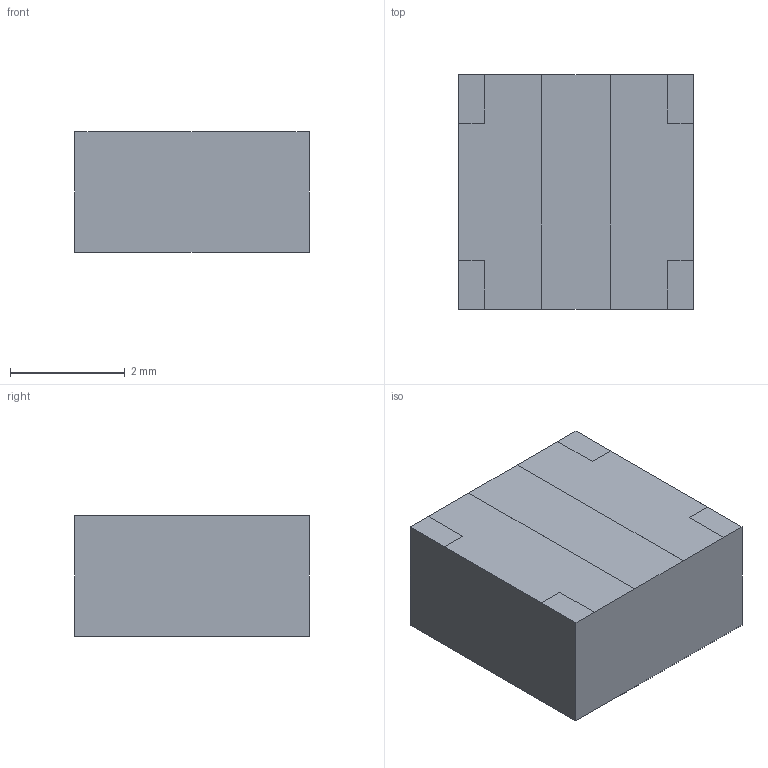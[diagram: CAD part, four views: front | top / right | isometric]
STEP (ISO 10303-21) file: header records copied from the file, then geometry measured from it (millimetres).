
FILE_DESCRIPTION( ( 'Unknown' ), '1' );
FILE_NAME( 'WE-IndMAIA_SSMC-403020-S.stp', 'Unknown', ( 'Unknown' ), ( 'Unknown' ), 'PSStep 17.0.49', 'Unknown', ' ' );
FILE_SCHEMA( ( 'AUTOMOTIVE_DESIGN { 1 0 10303 214 1 1 1 1 }' ) );
Length unit declared in the file: millimetre
Products named in the file (3): Assem1; body_SSMC_403020; land_pattern_SSMC_403020
Assembly tree (3 placements, depth 2):
  Assem1
    body_SSMC_403020
    land_pattern_SSMC_403020  x2
Bounding box: 4.1 x 4.1 x 2.1 mm (x, y, z)
Volume: 35.3 mm3; surface area: 89 mm2
Topology: 3 solids, 3 shells, 114 faces, 294 edges, 196 vertices
Faces by surface type: plane 98, extrusion 16
Entity records: 4656 total; most frequent: CARTESIAN_POINT 1458, ORIENTED_EDGE 538, DIRECTION 345, EDGE_CURVE 269, VERTEX_POINT 180, VECTOR 161, LINE 145, B_SPLINE_CURVE_WITH_KNOTS 140
